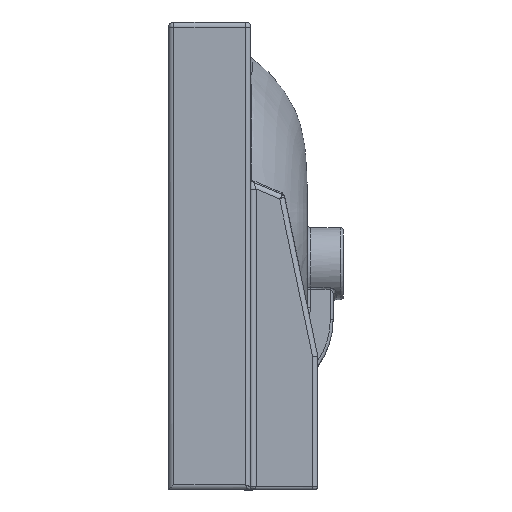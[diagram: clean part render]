
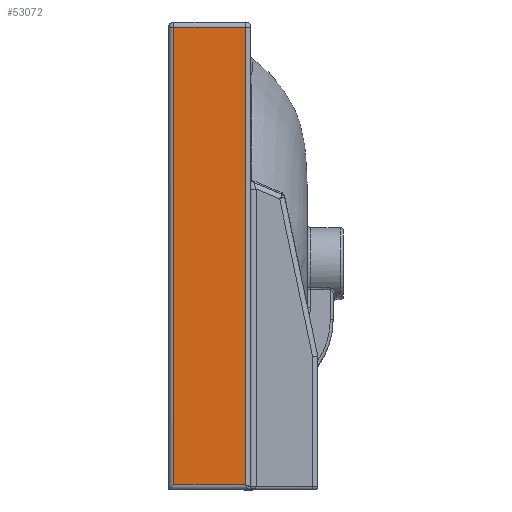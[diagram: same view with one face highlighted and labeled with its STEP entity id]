
A CAD part, left-side view. The second image highlights one B-rep face of the part: STEP entity #53072.
In plain terms, the highlighted planar face has unit normal (-1, 0, 0).
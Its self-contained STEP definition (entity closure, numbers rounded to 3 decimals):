
#1089 = VERTEX_POINT ( 'NONE', #40014 ) ;
#1856 = ORIENTED_EDGE ( 'NONE', *, *, #33637, .T. ) ;
#2581 = CARTESIAN_POINT ( 'NONE',  ( -310., 115., 227.5 ) ) ;
#6729 = DIRECTION ( 'NONE',  ( 0., 0., -1. ) ) ;
#8804 = VECTOR ( 'NONE', #31678, 1000. ) ;
#11164 = VECTOR ( 'NONE', #26234, 1000. ) ;
#12184 = DIRECTION ( 'NONE',  ( 1., 0., 0. ) ) ;
#12945 = PLANE ( 'NONE',  #21902 ) ;
#13883 = VERTEX_POINT ( 'NONE', #58686 ) ;
#13984 = VECTOR ( 'NONE', #47121, 1000. ) ;
#16513 = LINE ( 'NONE', #16886, #13984 ) ;
#16886 = CARTESIAN_POINT ( 'NONE',  ( -310., 45., 227.5 ) ) ;
#18196 = DIRECTION ( 'NONE',  ( 0., 1., 0. ) ) ;
#21902 = AXIS2_PLACEMENT_3D ( 'NONE', #30017, #12184, #6729 ) ;
#22351 = EDGE_CURVE ( 'NONE', #1089, #63746, #48044, .T. ) ;
#24190 = FACE_OUTER_BOUND ( 'NONE', #44292, .T. ) ;
#26234 = DIRECTION ( 'NONE',  ( 0., 0., -1. ) ) ;
#30017 = CARTESIAN_POINT ( 'NONE',  ( -310., 120., 227.5 ) ) ;
#31678 = DIRECTION ( 'NONE',  ( 0., -1., 0. ) ) ;
#33637 = EDGE_CURVE ( 'NONE', #63746, #58391, #56450, .T. ) ;
#40014 = CARTESIAN_POINT ( 'NONE',  ( -310., 45., 222.5 ) ) ;
#40725 = EDGE_CURVE ( 'NONE', #13883, #1089, #16513, .T. ) ;
#41076 = CARTESIAN_POINT ( 'NONE',  ( -310., 120., 222.5 ) ) ;
#42648 = VECTOR ( 'NONE', #18196, 1000. ) ;
#43442 = CARTESIAN_POINT ( 'NONE',  ( -310., 115., 222.5 ) ) ;
#44292 = EDGE_LOOP ( 'NONE', ( #45433, #45736, #48118, #1856 ) ) ;
#45433 = ORIENTED_EDGE ( 'NONE', *, *, #45488, .T. ) ;
#45488 = EDGE_CURVE ( 'NONE', #58391, #13883, #59996, .T. ) ;
#45736 = ORIENTED_EDGE ( 'NONE', *, *, #40725, .T. ) ;
#47121 = DIRECTION ( 'NONE',  ( 0., 0., 1. ) ) ;
#48044 = LINE ( 'NONE', #41076, #42648 ) ;
#48118 = ORIENTED_EDGE ( 'NONE', *, *, #22351, .T. ) ;
#53072 = ADVANCED_FACE ( 'NONE', ( #24190 ), #12945, .F. ) ;
#56450 = LINE ( 'NONE', #2581, #11164 ) ;
#58391 = VERTEX_POINT ( 'NONE', #62818 ) ;
#58686 = CARTESIAN_POINT ( 'NONE',  ( -310., 45., -222.5 ) ) ;
#59996 = LINE ( 'NONE', #65821, #8804 ) ;
#62818 = CARTESIAN_POINT ( 'NONE',  ( -310., 115., -222.5 ) ) ;
#63746 = VERTEX_POINT ( 'NONE', #43442 ) ;
#65821 = CARTESIAN_POINT ( 'NONE',  ( -310., 43., -222.5 ) ) ;
